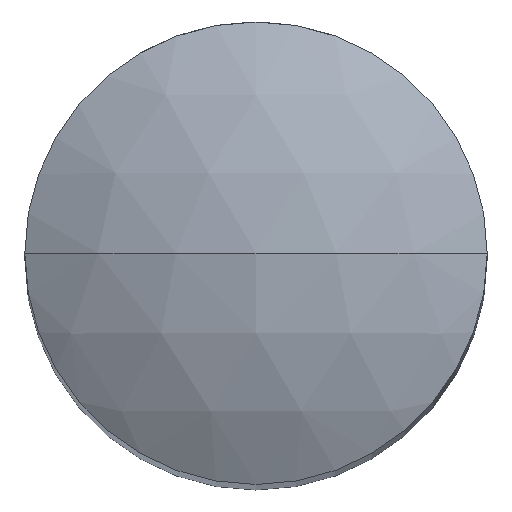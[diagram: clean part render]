
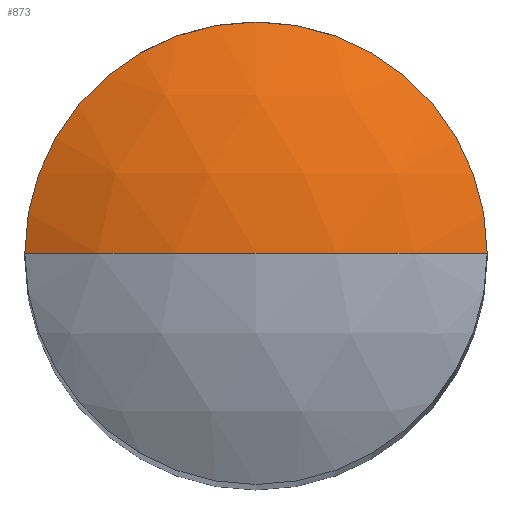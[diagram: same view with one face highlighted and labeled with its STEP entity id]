
A CAD part, top view. The second image highlights one B-rep face of the part: STEP entity #873.
In plain terms, the highlighted spherical face has radius 2 mm.
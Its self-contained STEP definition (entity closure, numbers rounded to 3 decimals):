
#70 = AXIS2_PLACEMENT_3D ( 'NONE', #329, #325, #321 ) ;
#79 = CARTESIAN_POINT ( 'NONE',  ( 0., 0., 5.5 ) ) ;
#92 = EDGE_CURVE ( 'NONE', #767, #438, #704, .T. ) ;
#101 = AXIS2_PLACEMENT_3D ( 'NONE', #426, #206, #182 ) ;
#104 = CIRCLE ( 'NONE', #70, 1. ) ;
#154 = DIRECTION ( 'NONE',  ( 1., 0., 0. ) ) ;
#182 = DIRECTION ( 'NONE',  ( 0., 0., 1. ) ) ;
#185 = EDGE_CURVE ( 'NONE', #709, #438, #104, .T. ) ;
#206 = DIRECTION ( 'NONE',  ( 0., 1., 0. ) ) ;
#275 = CARTESIAN_POINT ( 'NONE',  ( 0., 0., 5.5 ) ) ;
#321 = DIRECTION ( 'NONE',  ( -1., 0., 0. ) ) ;
#325 = DIRECTION ( 'NONE',  ( 0., 0., -1. ) ) ;
#329 = CARTESIAN_POINT ( 'NONE',  ( 0., 0., 7.232 ) ) ;
#352 = DIRECTION ( 'NONE',  ( 1., 0., 0. ) ) ;
#418 = AXIS2_PLACEMENT_3D ( 'NONE', #275, #731, #352 ) ;
#426 = CARTESIAN_POINT ( 'NONE',  ( 0., 0., 5.5 ) ) ;
#438 = VERTEX_POINT ( 'NONE', #841 ) ;
#442 = EDGE_CURVE ( 'NONE', #767, #709, #712, .T. ) ;
#450 = DIRECTION ( 'NONE',  ( 0., -1., 0. ) ) ;
#457 = EDGE_LOOP ( 'NONE', ( #750, #759, #850 ) ) ;
#474 = AXIS2_PLACEMENT_3D ( 'NONE', #79, #450, #154 ) ;
#563 = FACE_OUTER_BOUND ( 'NONE', #457, .T. ) ;
#568 = CARTESIAN_POINT ( 'NONE',  ( -1., 0., 7.232 ) ) ;
#695 = CARTESIAN_POINT ( 'NONE',  ( 0., 0., 7.5 ) ) ;
#704 = CIRCLE ( 'NONE', #101, 2. ) ;
#709 = VERTEX_POINT ( 'NONE', #568 ) ;
#712 = CIRCLE ( 'NONE', #418, 2. ) ;
#717 = SPHERICAL_SURFACE ( 'NONE', #474, 2. ) ;
#731 = DIRECTION ( 'NONE',  ( 0., -1., 0. ) ) ;
#750 = ORIENTED_EDGE ( 'NONE', *, *, #442, .F. ) ;
#759 = ORIENTED_EDGE ( 'NONE', *, *, #92, .T. ) ;
#767 = VERTEX_POINT ( 'NONE', #695 ) ;
#841 = CARTESIAN_POINT ( 'NONE',  ( 1., 0., 7.232 ) ) ;
#850 = ORIENTED_EDGE ( 'NONE', *, *, #185, .F. ) ;
#873 = ADVANCED_FACE ( 'NONE', ( #563 ), #717, .T. ) ;
